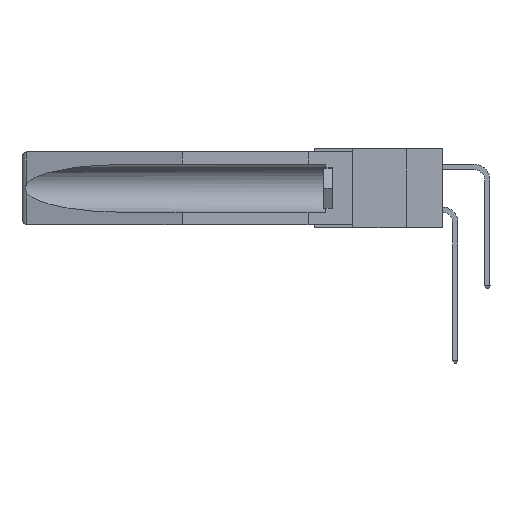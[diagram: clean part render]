
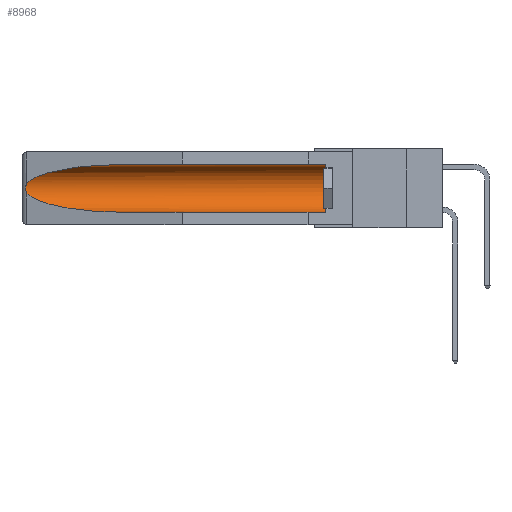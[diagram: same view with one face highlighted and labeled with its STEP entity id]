
A CAD part, left-side view. The second image highlights one B-rep face of the part: STEP entity #8968.
In plain terms, the highlighted cylindrical face has radius 2.857 mm (diameter 5.715 mm), a partial arc.
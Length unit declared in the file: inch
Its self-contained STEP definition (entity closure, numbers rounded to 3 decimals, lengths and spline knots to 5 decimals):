
#1104 = ORIENTED_EDGE ( 'NONE', *, *, #4144, .F. ) ;
#2190 = CARTESIAN_POINT ( 'NONE',  ( 0.21114, 1.30732, -0.284 ) ) ;
#2262 = CARTESIAN_POINT ( 'NONE',  ( 0.26537, 1.52718, -0.14972 ) ) ;
#2309 = CARTESIAN_POINT ( 'NONE',  ( 0.2675, 1.53308, -0.17534 ) ) ;
#2406 = CARTESIAN_POINT ( 'NONE',  ( 0.155, 0.126, -0.284 ) ) ;
#2770 = VERTEX_POINT ( 'NONE', #2406 ) ;
#2889 = VERTEX_POINT ( 'NONE', #2262 ) ;
#4144 = EDGE_CURVE ( 'NONE', #2770, #12910, #10930, .T. ) ;
#4222 = CARTESIAN_POINT ( 'NONE',  ( 0.26597, 1.52961, -0.15275 ) ) ;
#4312 = ORIENTED_EDGE ( 'NONE', *, *, #18303, .T. ) ;
#5622 = CIRCLE ( 'NONE', #18291, 0.1125 ) ;
#5731 = CARTESIAN_POINT ( 'NONE',  ( 0.26654, 1.53092, -0.15636 ) ) ;
#5899 = EDGE_CURVE ( 'NONE', #15504, #15940, #8208, .T. ) ;
#5910 = B_SPLINE_CURVE_WITH_KNOTS ( 'NONE', 3,
 ( #16389, #4222, #5731, #18078, #21669, #2309, #16532, #5968, #7611, #18309 ),
 .UNSPECIFIED., .F., .F.,
 ( 4, 2, 2, 2, 4 ),
 ( 0., 0.00029, 0.00058, 0.00087, 0.00117 ),
 .UNSPECIFIED. ) ;
#5961 = DIRECTION ( 'NONE',  ( 0., -1., 0. ) ) ;
#5968 = CARTESIAN_POINT ( 'NONE',  ( 0.26655, 1.53094, -0.18657 ) ) ;
#7026 = CARTESIAN_POINT ( 'NONE',  ( 0.26537, 1.52718, -0.14972 ) ) ;
#7296 = CARTESIAN_POINT ( 'NONE',  ( 0.26537, 1.52718, -0.19328 ) ) ;
#7611 = CARTESIAN_POINT ( 'NONE',  ( 0.26597, 1.5296, -0.19026 ) ) ;
#7623 =( BOUNDED_CURVE ( )  B_SPLINE_CURVE ( 3, ( #7296, #11116, #2190, #11052 ),
 .UNSPECIFIED., .F., .F. ) 
 B_SPLINE_CURVE_WITH_KNOTS ( ( 4, 4 ),
 ( 0.1948, 1.5708 ),
 .UNSPECIFIED. ) 
 CURVE ( )  GEOMETRIC_REPRESENTATION_ITEM ( )  RATIONAL_B_SPLINE_CURVE ( ( 1., 0.848, 0.848, 1. ) ) 
 REPRESENTATION_ITEM ( '' )  );
#8208 = LINE ( 'NONE', #9354, #12316 ) ;
#8774 =( BOUNDED_CURVE ( )  B_SPLINE_CURVE ( 3, ( #8896, #14022, #14106, #7026 ),
 .UNSPECIFIED., .F., .F. ) 
 B_SPLINE_CURVE_WITH_KNOTS ( ( 4, 4 ),
 ( 4.71239, 6.08839 ),
 .UNSPECIFIED. ) 
 CURVE ( )  GEOMETRIC_REPRESENTATION_ITEM ( )  RATIONAL_B_SPLINE_CURVE ( ( 1., 0.848, 0.848, 1. ) ) 
 REPRESENTATION_ITEM ( '' )  );
#8896 = CARTESIAN_POINT ( 'NONE',  ( 0.155, 1.07973, -0.059 ) ) ;
#8954 = CYLINDRICAL_SURFACE ( 'NONE', #17032, 0.1125 ) ;
#8968 = ADVANCED_FACE ( 'NONE', ( #13620 ), #8954, .F. ) ;
#9040 = VECTOR ( 'NONE', #11185, 39.37008 ) ;
#9221 = CARTESIAN_POINT ( 'NONE',  ( 0.155, 1.07973, -0.059 ) ) ;
#9258 = CARTESIAN_POINT ( 'NONE',  ( 0.155, -0.30754, -0.1715 ) ) ;
#9354 = CARTESIAN_POINT ( 'NONE',  ( 0.155, -0.30754, -0.059 ) ) ;
#9477 = CARTESIAN_POINT ( 'NONE',  ( 0.155, 0.126, -0.1715 ) ) ;
#9540 = DIRECTION ( 'NONE',  ( 0., 0., 1. ) ) ;
#9556 = CARTESIAN_POINT ( 'NONE',  ( 0.155, 1.07973, -0.284 ) ) ;
#9965 = EDGE_LOOP ( 'NONE', ( #10667, #20380, #4312, #1104, #21777, #14681 ) ) ;
#10627 = DIRECTION ( 'NONE',  ( 0., 0., 1. ) ) ;
#10667 = ORIENTED_EDGE ( 'NONE', *, *, #20895, .T. ) ;
#10930 = LINE ( 'NONE', #18513, #9040 ) ;
#11052 = CARTESIAN_POINT ( 'NONE',  ( 0.155, 1.07973, -0.284 ) ) ;
#11116 = CARTESIAN_POINT ( 'NONE',  ( 0.25451, 1.48313, -0.24835 ) ) ;
#11185 = DIRECTION ( 'NONE',  ( 0., 1., 0. ) ) ;
#12316 = VECTOR ( 'NONE', #21495, 39.37008 ) ;
#12623 = DIRECTION ( 'NONE',  ( 0., 1., 0. ) ) ;
#12910 = VERTEX_POINT ( 'NONE', #9556 ) ;
#13001 = CARTESIAN_POINT ( 'NONE',  ( 0.155, 0.126, -0.059 ) ) ;
#13429 = EDGE_CURVE ( 'NONE', #2770, #15504, #5622, .T. ) ;
#13620 = FACE_OUTER_BOUND ( 'NONE', #9965, .T. ) ;
#14022 = CARTESIAN_POINT ( 'NONE',  ( 0.21114, 1.30732, -0.059 ) ) ;
#14106 = CARTESIAN_POINT ( 'NONE',  ( 0.25451, 1.48313, -0.09465 ) ) ;
#14681 = ORIENTED_EDGE ( 'NONE', *, *, #5899, .T. ) ;
#15444 = VERTEX_POINT ( 'NONE', #21600 ) ;
#15504 = VERTEX_POINT ( 'NONE', #13001 ) ;
#15940 = VERTEX_POINT ( 'NONE', #9221 ) ;
#16389 = CARTESIAN_POINT ( 'NONE',  ( 0.26537, 1.52718, -0.14972 ) ) ;
#16532 = CARTESIAN_POINT ( 'NONE',  ( 0.2673, 1.53269, -0.17917 ) ) ;
#17032 = AXIS2_PLACEMENT_3D ( 'NONE', #9258, #12623, #10627 ) ;
#18078 = CARTESIAN_POINT ( 'NONE',  ( 0.2673, 1.5327, -0.16383 ) ) ;
#18291 = AXIS2_PLACEMENT_3D ( 'NONE', #9477, #5961, #9540 ) ;
#18303 = EDGE_CURVE ( 'NONE', #15444, #12910, #7623, .T. ) ;
#18309 = CARTESIAN_POINT ( 'NONE',  ( 0.26537, 1.52718, -0.19328 ) ) ;
#18513 = CARTESIAN_POINT ( 'NONE',  ( 0.155, -0.30754, -0.284 ) ) ;
#20380 = ORIENTED_EDGE ( 'NONE', *, *, #21078, .T. ) ;
#20895 = EDGE_CURVE ( 'NONE', #15940, #2889, #8774, .T. ) ;
#21078 = EDGE_CURVE ( 'NONE', #2889, #15444, #5910, .T. ) ;
#21495 = DIRECTION ( 'NONE',  ( 0., 1., 0. ) ) ;
#21600 = CARTESIAN_POINT ( 'NONE',  ( 0.26537, 1.52718, -0.19328 ) ) ;
#21669 = CARTESIAN_POINT ( 'NONE',  ( 0.2675, 1.53308, -0.16763 ) ) ;
#21777 = ORIENTED_EDGE ( 'NONE', *, *, #13429, .T. ) ;
